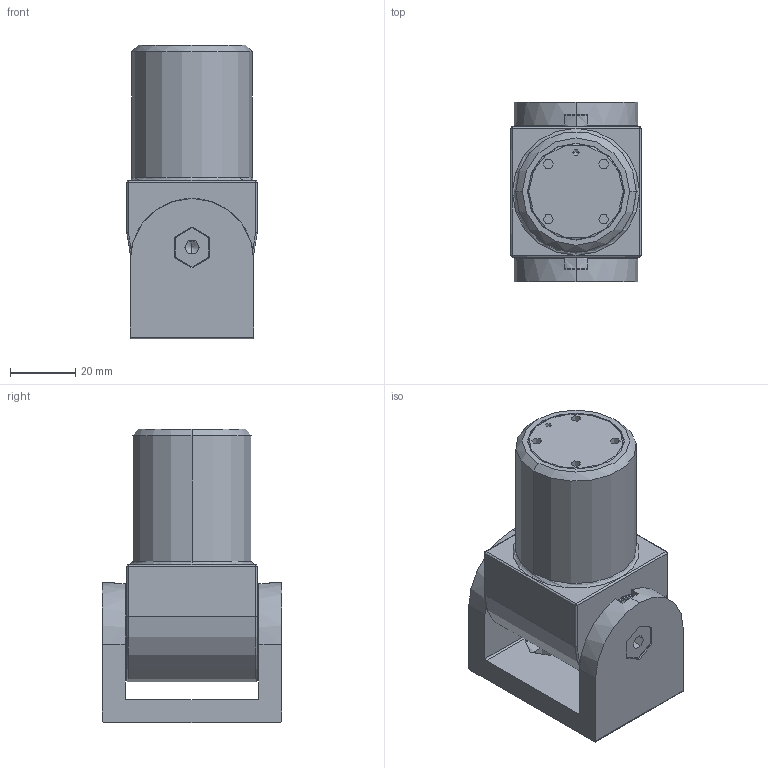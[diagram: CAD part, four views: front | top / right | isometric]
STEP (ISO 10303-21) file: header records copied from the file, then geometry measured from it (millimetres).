
FILE_DESCRIPTION (( 'STEP AP203' ), '1' );
FILE_NAME ('180-57SF-S.step', '2021-02-16T11:22:46', ( '' ), ( '' ), 'SwSTEP 2.0', 'SolidWorks 2018', '' );
FILE_SCHEMA (( 'CONFIG_CONTROL_DESIGN' ));
Length unit declared in the file: millimetre
Products named in the file (9): Teil1; DIN-7991 M3-M10_DIN7991 M6x14; Teil2; DIN-7991 M3-M10; Teil2_180-57SF-S Teil2; 180-57SF-S; Teil1_180-57SF-S Teil1
Assembly tree (6 placements, depth 2):
  Teil1
  Teil2
  180-57SF-S
    Teil1_180-57SF-S Teil1
    Teil2_180-57SF-S Teil2
    DIN-7991 M3-M10_DIN7991 M6x14  x2
  180-57SF-S
    DIN-7991 M3-M10
    DIN-7991 M3-M10
Bounding box: 40 x 55 x 90 mm (x, y, z)
Volume: 124952.9 mm3; surface area: 26822.5 mm2
Topology: 5 solids, 5 shells, 519 faces, 1289 edges, 817 vertices
Faces by surface type: plane 231, bspline 134, cylinder 88, cone 42, torus 20, sphere 4
Entity records: 22102 total; most frequent: CARTESIAN_POINT 10196, ORIENTED_EDGE 2446, DIRECTION 1941, EDGE_CURVE 1223, VERTEX_POINT 784, LINE 707, VECTOR 707, AXIS2_PLACEMENT_3D 617
